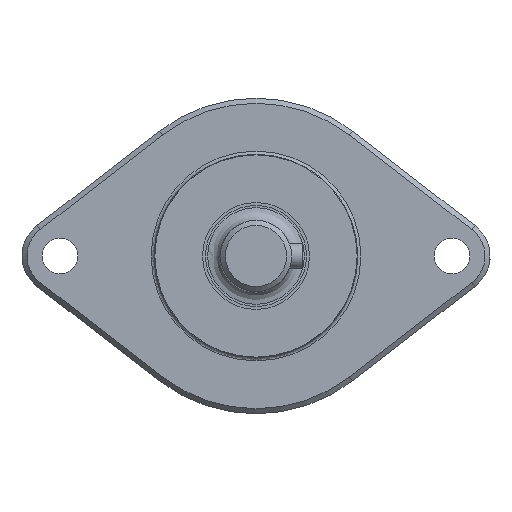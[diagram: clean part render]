
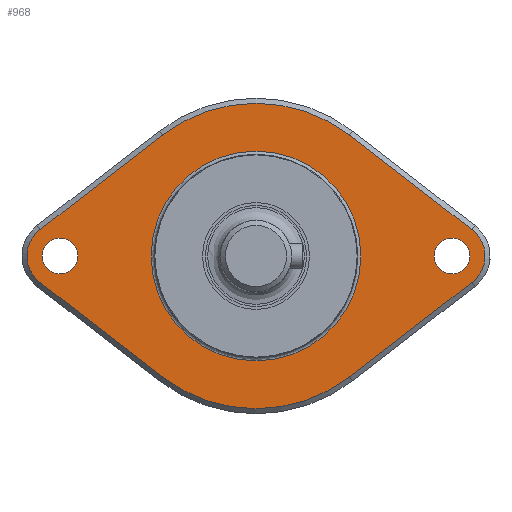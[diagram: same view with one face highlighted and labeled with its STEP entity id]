
A CAD part, left-side view. The second image highlights one B-rep face of the part: STEP entity #968.
In plain terms, the highlighted planar face has unit normal (-1, 0, 0).
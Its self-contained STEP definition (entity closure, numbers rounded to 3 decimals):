
#242=CARTESIAN_POINT('',(-45.7,38.5,3.5));
#243=VERTEX_POINT('',#242);
#244=CARTESIAN_POINT('',(-45.7,38.5,0.));
#245=DIRECTION('',(1.0,0.0,0.0));
#246=DIRECTION('',(0.0,0.0,1.0));
#247=AXIS2_PLACEMENT_3D('',#244,#245,#246);
#248=CIRCLE('',#247,3.5);
#249=EDGE_CURVE('',#243,#243,#248,.T.);
#291=CARTESIAN_POINT('',(-45.7,-38.5,3.5));
#292=VERTEX_POINT('',#291);
#293=CARTESIAN_POINT('',(-45.7,-38.5,0.));
#294=DIRECTION('',(1.0,0.0,0.0));
#295=DIRECTION('',(0.0,0.0,1.0));
#296=AXIS2_PLACEMENT_3D('',#293,#294,#295);
#297=CIRCLE('',#296,3.5);
#298=EDGE_CURVE('',#292,#292,#297,.T.);
#357=CARTESIAN_POINT('',(-45.7,-18.312,-23.763));
#358=VERTEX_POINT('',#357);
#366=CARTESIAN_POINT('',(-45.7,-42.468,-5.149));
#367=VERTEX_POINT('',#366);
#374=CARTESIAN_POINT('',(-45.7,-42.468,-5.149));
#375=DIRECTION('',(0.,0.792,-0.61));
#376=VECTOR('',#375,30.496);
#377=LINE('',#374,#376);
#378=EDGE_CURVE('',#367,#358,#377,.T.);
#390=CARTESIAN_POINT('',(-45.7,-42.468,5.149));
#391=VERTEX_POINT('',#390);
#398=CARTESIAN_POINT('',(-45.7,-38.5,0.));
#399=DIRECTION('',(1.0,0.,0.));
#400=DIRECTION('',(0.,-0.61,-0.792));
#401=AXIS2_PLACEMENT_3D('',#398,#399,#400);
#402=CIRCLE('',#401,6.5);
#403=EDGE_CURVE('',#391,#367,#402,.T.);
#414=CARTESIAN_POINT('',(-45.7,18.312,-23.763));
#415=VERTEX_POINT('',#414);
#416=CARTESIAN_POINT('',(-45.7,0.,0.));
#417=DIRECTION('',(1.0,0.,0.));
#418=DIRECTION('',(0.,0.61,-0.792));
#419=AXIS2_PLACEMENT_3D('',#416,#417,#418);
#420=CIRCLE('',#419,30.);
#421=EDGE_CURVE('',#358,#415,#420,.T.);
#448=CARTESIAN_POINT('',(-45.7,-18.312,23.763));
#449=VERTEX_POINT('',#448);
#456=CARTESIAN_POINT('',(-45.7,-18.312,23.763));
#457=DIRECTION('',(0.0,-0.792,-0.61));
#458=VECTOR('',#457,30.496);
#459=LINE('',#456,#458);
#460=EDGE_CURVE('',#449,#391,#459,.T.);
#471=CARTESIAN_POINT('',(-45.7,42.468,-5.149));
#472=VERTEX_POINT('',#471);
#473=CARTESIAN_POINT('',(-45.7,18.312,-23.763));
#474=DIRECTION('',(0.0,0.792,0.61));
#475=VECTOR('',#474,30.496);
#476=LINE('',#473,#475);
#477=EDGE_CURVE('',#415,#472,#476,.T.);
#503=CARTESIAN_POINT('',(-45.7,18.312,23.763));
#504=VERTEX_POINT('',#503);
#511=CARTESIAN_POINT('',(-45.7,0.,0.));
#512=DIRECTION('',(1.0,0.,0.));
#513=DIRECTION('',(0.,-0.61,0.792));
#514=AXIS2_PLACEMENT_3D('',#511,#512,#513);
#515=CIRCLE('',#514,30.);
#516=EDGE_CURVE('',#504,#449,#515,.T.);
#527=CARTESIAN_POINT('',(-45.7,42.468,5.149));
#528=VERTEX_POINT('',#527);
#529=CARTESIAN_POINT('',(-45.7,38.5,0.));
#530=DIRECTION('',(1.0,0.,0.));
#531=DIRECTION('',(0.,0.61,0.792));
#532=AXIS2_PLACEMENT_3D('',#529,#530,#531);
#533=CIRCLE('',#532,6.5);
#534=EDGE_CURVE('',#472,#528,#533,.T.);
#560=CARTESIAN_POINT('',(-45.7,42.468,5.149));
#561=DIRECTION('',(0.,-0.792,0.61));
#562=VECTOR('',#561,30.496);
#563=LINE('',#560,#562);
#564=EDGE_CURVE('',#528,#504,#563,.T.);
#936=CARTESIAN_POINT('',(-45.7,0.,0.));
#937=DIRECTION('',(-1.0,0.0,0.0));
#938=DIRECTION('',(0.0,0.0,1.0));
#939=AXIS2_PLACEMENT_3D('',#936,#937,#938);
#940=PLANE('',#939);
#941=ORIENTED_EDGE('',*,*,#564,.F.);
#942=ORIENTED_EDGE('',*,*,#534,.F.);
#943=ORIENTED_EDGE('',*,*,#477,.F.);
#944=ORIENTED_EDGE('',*,*,#421,.F.);
#945=ORIENTED_EDGE('',*,*,#378,.F.);
#946=ORIENTED_EDGE('',*,*,#403,.F.);
#947=ORIENTED_EDGE('',*,*,#460,.F.);
#948=ORIENTED_EDGE('',*,*,#516,.F.);
#949=EDGE_LOOP('',(#941,#942,#943,#944,#945,#946,#947,#948));
#950=FACE_OUTER_BOUND('',#949,.T.);
#951=ORIENTED_EDGE('',*,*,#298,.T.);
#952=EDGE_LOOP('',(#951));
#953=FACE_BOUND('',#952,.T.);
#954=ORIENTED_EDGE('',*,*,#249,.T.);
#955=EDGE_LOOP('',(#954));
#956=FACE_BOUND('',#955,.T.);
#957=CARTESIAN_POINT('',(-45.7,0.,20.6));
#958=VERTEX_POINT('',#957);
#959=CARTESIAN_POINT('',(-45.7,0.,0.));
#960=DIRECTION('',(-1.0,0.0,0.0));
#961=DIRECTION('',(0.0,0.0,-1.0));
#962=AXIS2_PLACEMENT_3D('',#959,#960,#961);
#963=CIRCLE('',#962,20.6);
#964=EDGE_CURVE('',#958,#958,#963,.T.);
#965=ORIENTED_EDGE('',*,*,#964,.F.);
#966=EDGE_LOOP('',(#965));
#967=FACE_BOUND('',#966,.T.);
#968=ADVANCED_FACE('',(#950,#953,#956,#967),#940,.T.);
